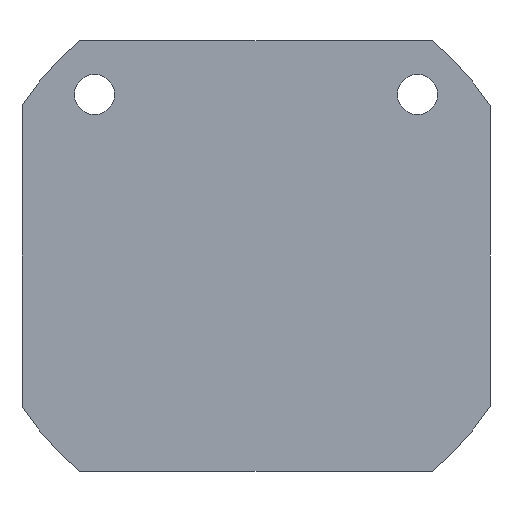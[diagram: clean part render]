
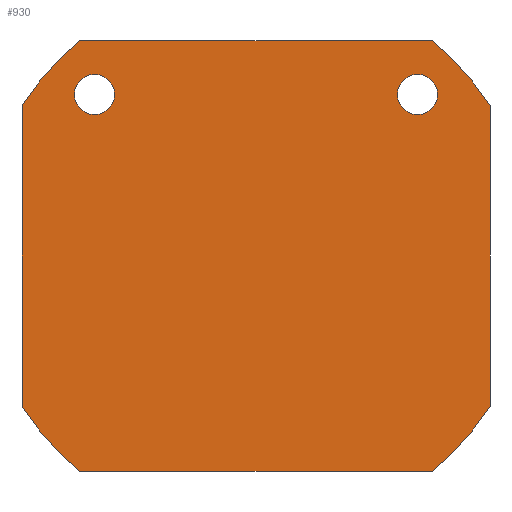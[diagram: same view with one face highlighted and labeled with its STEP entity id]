
A CAD part, left-side view. The second image highlights one B-rep face of the part: STEP entity #930.
In plain terms, the highlighted planar face has unit normal (-1, 0, 0).
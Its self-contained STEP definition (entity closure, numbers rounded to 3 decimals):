
#603=CARTESIAN_POINT('POINT37',(0.,-25.006,28.575));
#604=VERTEX_POINT('VERTEX37',#603);
#612=CARTESIAN_POINT('POINT38',(0.,-32.144,28.575));
#613=VERTEX_POINT('VERTEX38',#612);
#620=CARTESIAN_POINT('POS72',(0.,-28.575,28.575));
#621=DIRECTION('DIR123',(-1.,0.,0.));
#622=DIRECTION('DIR124',(0.,-1.,0.));
#623=AXIS2_PLACEMENT_3D('AXIS52',#620,#621,#622);
#624=CIRCLE('ELLIPSE33',#623,3.569);
#625=EDGE_CURVE('EDGE53',#613,#604,#624,.T.);
#638=CARTESIAN_POINT('POS74',(0.,-28.575,28.575));
#639=DIRECTION('DIR127',(-1.,0.,0.));
#640=DIRECTION('DIR128',(0.,1.,0.));
#641=AXIS2_PLACEMENT_3D('AXIS54',#638,#639,#640);
#642=CIRCLE('ELLIPSE34',#641,3.569);
#643=EDGE_CURVE('EDGE54',#604,#613,#642,.T.);
#653=CARTESIAN_POINT('POINT39',(0.,32.144,28.575));
#654=VERTEX_POINT('VERTEX39',#653);
#662=CARTESIAN_POINT('POINT40',(0.,25.006,28.575));
#663=VERTEX_POINT('VERTEX40',#662);
#670=CARTESIAN_POINT('POS78',(0.,28.575,28.575));
#671=DIRECTION('DIR133',(-1.,0.,0.));
#672=DIRECTION('DIR134',(0.,-1.,0.));
#673=AXIS2_PLACEMENT_3D('AXIS56',#670,#671,#672);
#674=CIRCLE('ELLIPSE35',#673,3.569);
#675=EDGE_CURVE('EDGE57',#663,#654,#674,.T.);
#688=CARTESIAN_POINT('POS80',(0.,28.575,28.575));
#689=DIRECTION('DIR137',(-1.,0.,0.));
#690=DIRECTION('DIR138',(0.,1.,0.));
#691=AXIS2_PLACEMENT_3D('AXIS58',#688,#689,#690);
#692=CIRCLE('ELLIPSE36',#691,3.569);
#693=EDGE_CURVE('EDGE58',#654,#663,#692,.T.);
#703=CARTESIAN_POINT('POINT41',(0.,41.402,
   -26.603));
#704=VERTEX_POINT('VERTEX41',#703);
#711=CARTESIAN_POINT('POINT42',(0.,41.402,
   26.603));
#712=VERTEX_POINT('VERTEX42',#711);
#713=CARTESIAN_POINT('POS83',(0.,41.402,
   -26.603));
#714=DIRECTION('DIR142',(0.,0.,1.));
#715=VECTOR('VEC24',#714,25.4);
#716=LINE('STRAIGHT24',#713,#715);
#717=EDGE_CURVE('EDGE60',#704,#712,#716,.T.);
#734=CARTESIAN_POINT('POINT43',(0.,31.149,38.1
   ));
#735=VERTEX_POINT('VERTEX43',#734);
#736=CARTESIAN_POINT('POS86',(0.,0.,0.));
#737=DIRECTION('DIR146',(1.,0.,0.));
#738=DIRECTION('DIR147',(0.,0.841,
   0.541));
#739=AXIS2_PLACEMENT_3D('AXIS61',#736,#737,#738);
#740=CIRCLE('ELLIPSE37',#739,49.213);
#741=EDGE_CURVE('EDGE62',#712,#735,#740,.T.);
#760=CARTESIAN_POINT('POINT44',(0.,-31.149,
   38.1));
#761=VERTEX_POINT('VERTEX44',#760);
#762=CARTESIAN_POINT('POS89',(0.,31.149,38.1))
   ;
#763=DIRECTION('DIR151',(0.,-1.,0.));
#764=VECTOR('VEC27',#763,25.4);
#765=LINE('STRAIGHT27',#762,#764);
#766=EDGE_CURVE('EDGE64',#735,#761,#765,.T.);
#789=CARTESIAN_POINT('POINT45',(0.,-41.402,
   26.603));
#790=VERTEX_POINT('VERTEX45',#789);
#791=CARTESIAN_POINT('POS92',(0.,0.,0.));
#792=DIRECTION('DIR155',(1.,0.,0.));
#793=DIRECTION('DIR156',(0.,-0.633,
   0.774));
#794=AXIS2_PLACEMENT_3D('AXIS64',#791,#792,#793);
#795=CIRCLE('ELLIPSE38',#794,49.213);
#796=EDGE_CURVE('EDGE66',#761,#790,#795,.T.);
#813=CARTESIAN_POINT('POINT46',(0.,-41.402,
   -26.603));
#814=VERTEX_POINT('VERTEX46',#813);
#815=CARTESIAN_POINT('POS95',(0.,-41.402,
   26.603));
#816=DIRECTION('DIR160',(0.,0.,-1.));
#817=VECTOR('VEC30',#816,25.4);
#818=LINE('STRAIGHT30',#815,#817);
#819=EDGE_CURVE('EDGE68',#790,#814,#818,.T.);
#836=CARTESIAN_POINT('POINT47',(0.,-31.149,
   -38.1));
#837=VERTEX_POINT('VERTEX47',#836);
#838=CARTESIAN_POINT('POS98',(0.,0.,0.));
#839=DIRECTION('DIR164',(1.,0.,0.));
#840=DIRECTION('DIR165',(0.,-0.841,
   -0.541));
#841=AXIS2_PLACEMENT_3D('AXIS67',#838,#839,#840);
#842=CIRCLE('ELLIPSE39',#841,49.213);
#843=EDGE_CURVE('EDGE70',#814,#837,#842,.T.);
#862=CARTESIAN_POINT('POINT48',(0.,31.149,
   -38.1));
#863=VERTEX_POINT('VERTEX48',#862);
#864=CARTESIAN_POINT('POS101',(0.,-31.149,
   -38.1));
#865=DIRECTION('DIR169',(0.,1.,0.));
#866=VECTOR('VEC33',#865,25.4);
#867=LINE('STRAIGHT33',#864,#866);
#868=EDGE_CURVE('EDGE72',#837,#863,#867,.T.);
#891=CARTESIAN_POINT('POS104',(0.,0.,0.));
#892=DIRECTION('DIR173',(1.,0.,0.));
#893=DIRECTION('DIR174',(0.,0.633,
   -0.774));
#894=AXIS2_PLACEMENT_3D('AXIS70',#891,#892,#893);
#895=CIRCLE('ELLIPSE40',#894,49.213);
#896=EDGE_CURVE('EDGE74',#863,#704,#895,.T.);
#907=ORIENTED_EDGE('COEDGE137',*,*,#896,.F.);
#908=ORIENTED_EDGE('COEDGE138',*,*,#868,.F.);
#909=ORIENTED_EDGE('COEDGE139',*,*,#843,.F.);
#910=ORIENTED_EDGE('COEDGE140',*,*,#819,.F.);
#911=ORIENTED_EDGE('COEDGE141',*,*,#796,.F.);
#912=ORIENTED_EDGE('COEDGE142',*,*,#766,.F.);
#913=ORIENTED_EDGE('COEDGE143',*,*,#741,.F.);
#914=ORIENTED_EDGE('COEDGE144',*,*,#717,.F.);
#915=EDGE_LOOP('NONE',(#907,#908,#909,#910,#911,#912,#913,#914));
#916=FACE_BOUND('LOOP1',#915,.T.);
#917=ORIENTED_EDGE('COEDGE145',*,*,#693,.F.);
#918=ORIENTED_EDGE('COEDGE146',*,*,#675,.F.);
#919=EDGE_LOOP('NONE',(#917,#918));
#920=FACE_BOUND('LOOP1',#919,.T.);
#921=ORIENTED_EDGE('COEDGE147',*,*,#643,.F.);
#922=ORIENTED_EDGE('COEDGE148',*,*,#625,.F.);
#923=EDGE_LOOP('NONE',(#921,#922));
#924=FACE_BOUND('LOOP1',#923,.T.);
#925=CARTESIAN_POINT('POS106',(0.,0.,0.));
#926=DIRECTION('DIR177',(1.,0.,0.));
#927=DIRECTION('DIR178',(0.,1.,0.));
#928=AXIS2_PLACEMENT_3D('AXIS72',#925,#926,#927);
#929=PLANE('PLANE10',#928);
#930=ADVANCED_FACE('FACE32',(#916,#920,#924),#929,.F.);
